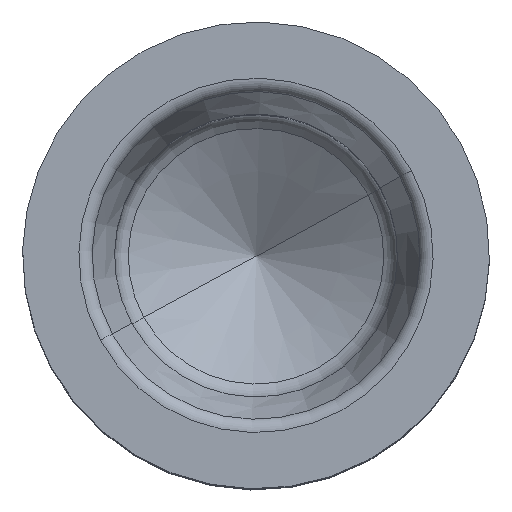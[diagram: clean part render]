
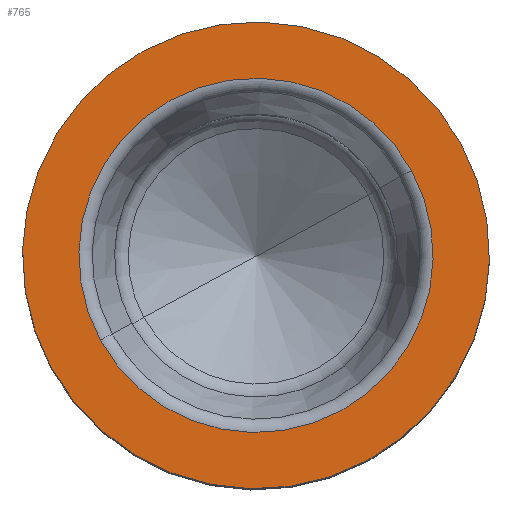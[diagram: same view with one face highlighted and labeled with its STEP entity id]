
A CAD part, top view. The second image highlights one B-rep face of the part: STEP entity #765.
In plain terms, the highlighted planar face has unit normal (0, 0, 1).
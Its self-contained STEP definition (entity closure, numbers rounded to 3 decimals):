
#354=AXIS2_PLACEMENT_3D('Circle Axis2P3D',#352,#353,$) ;
#373=AXIS2_PLACEMENT_3D('Circle Axis2P3D',#371,#372,$) ;
#390=AXIS2_PLACEMENT_3D('Circle Axis2P3D',#388,#389,$) ;
#425=AXIS2_PLACEMENT_3D('Circle Axis2P3D',#423,#424,$) ;
#755=AXIS2_PLACEMENT_3D('Plane Axis2P3D',#752,#753,#754) ;
#349=CARTESIAN_POINT('Vertex',(2.756,5.249,41.1)) ;
#352=CARTESIAN_POINT('Axis2P3D Location',(8.25,8.25,41.1)) ;
#356=CARTESIAN_POINT('Vertex',(13.744,11.251,41.1)) ;
#371=CARTESIAN_POINT('Axis2P3D Location',(8.25,8.25,41.1)) ;
#388=CARTESIAN_POINT('Axis2P3D Location',(8.25,8.25,41.1)) ;
#392=CARTESIAN_POINT('Vertex',(1.01,4.295,41.1)) ;
#394=CARTESIAN_POINT('Vertex',(15.49,12.205,41.1)) ;
#423=CARTESIAN_POINT('Axis2P3D Location',(8.25,8.25,41.1)) ;
#752=CARTESIAN_POINT('Axis2P3D Location',(1.99,8.25,41.1)) ;
#353=DIRECTION('Axis2P3D Direction',(0.,0.,1.)) ;
#372=DIRECTION('Axis2P3D Direction',(0.,0.,1.)) ;
#389=DIRECTION('Axis2P3D Direction',(0.,0.,1.)) ;
#424=DIRECTION('Axis2P3D Direction',(0.,0.,1.)) ;
#753=DIRECTION('Axis2P3D Direction',(0.,0.,1.)) ;
#754=DIRECTION('Axis2P3D XDirection',(1.,0.,0.)) ;
#758=ORIENTED_EDGE('',*,*,#427,.T.) ;
#759=ORIENTED_EDGE('',*,*,#396,.T.) ;
#762=ORIENTED_EDGE('',*,*,#358,.F.) ;
#763=ORIENTED_EDGE('',*,*,#375,.F.) ;
#764=FACE_BOUND('',#761,.T.) ;
#765=ADVANCED_FACE('KOBU_50MM_200A',(#760,#764),#756,.T.) ;
#355=CIRCLE('generated circle',#354,6.26) ;
#374=CIRCLE('generated circle',#373,6.26) ;
#391=CIRCLE('generated circle',#390,8.25) ;
#426=CIRCLE('generated circle',#425,8.25) ;
#358=EDGE_CURVE('',#350,#357,#355,.T.) ;
#375=EDGE_CURVE('',#357,#350,#374,.T.) ;
#396=EDGE_CURVE('',#393,#395,#391,.T.) ;
#427=EDGE_CURVE('',#395,#393,#426,.T.) ;
#757=EDGE_LOOP('',(#758,#759)) ;
#761=EDGE_LOOP('',(#762,#763)) ;
#760=FACE_OUTER_BOUND('',#757,.T.) ;
#756=PLANE('',#755) ;
#350=VERTEX_POINT('',#349) ;
#357=VERTEX_POINT('',#356) ;
#393=VERTEX_POINT('',#392) ;
#395=VERTEX_POINT('',#394) ;
